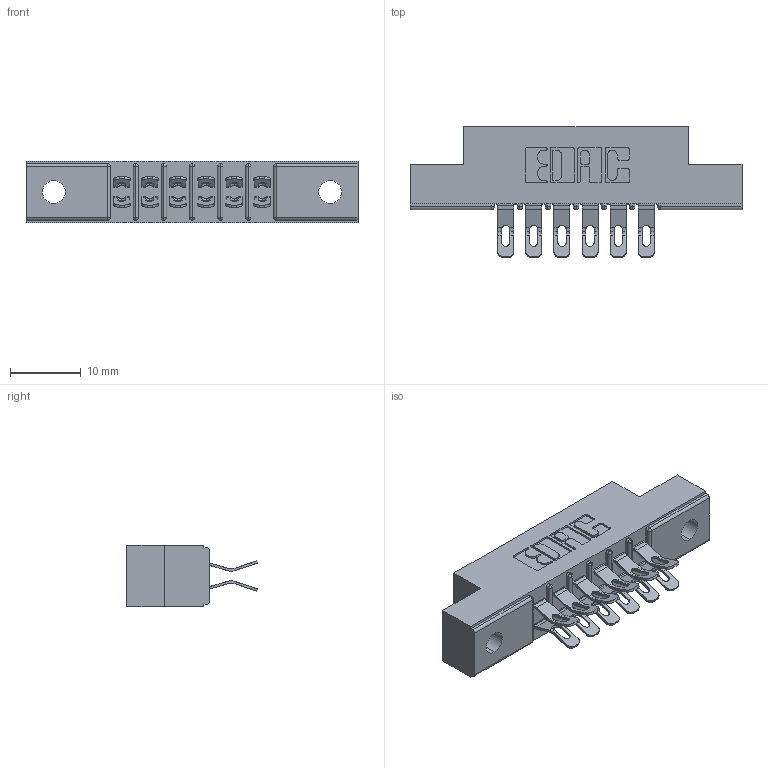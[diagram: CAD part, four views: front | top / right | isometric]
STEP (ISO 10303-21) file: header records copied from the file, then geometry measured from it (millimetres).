
FILE_DESCRIPTION (( 'STEP AP203' ), '1' );
FILE_NAME ('355-012-555-502.STEP', '2019-09-11T00:55:59', ( '' ), ( '' ), 'SwSTEP 2.0', 'SolidWorks 2016', '' );
FILE_SCHEMA (( 'CONFIG_CONTROL_DESIGN' ));
Length unit declared in the file: inch
Products named in the file (3): 305-290-001_555; 355-012-555-502; 305 Part_.128 Dia
Assembly tree (13 placements, depth 2):
  355-012-555-502
    305 Part_.128 Dia
    305-290-001_555  x12
Bounding box: 46.79 x 18.41 x 8.71 mm (x, y, z)
Volume: 2865.6 mm3; surface area: 4635.4 mm2
Topology: 13 solids, 13 shells, 908 faces, 2686 edges, 1756 vertices
Faces by surface type: plane 452, cylinder 432, sphere 24
Entity records: 11505 total; most frequent: CARTESIAN_POINT 1922, ORIENTED_EDGE 1892, DIRECTION 1882, EDGE_CURVE 946, LINE 706, VECTOR 706, VERTEX_POINT 612, AXIS2_PLACEMENT_3D 588
